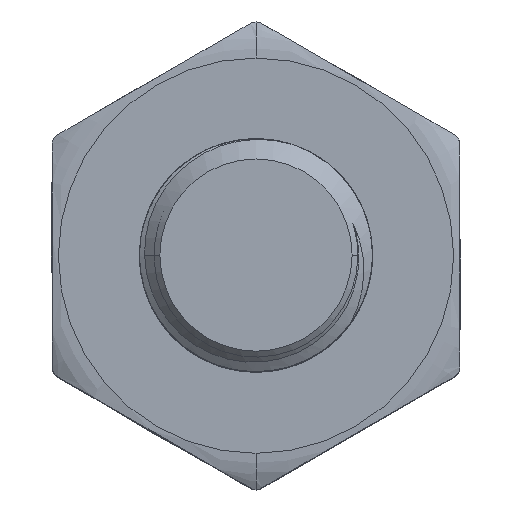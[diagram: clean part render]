
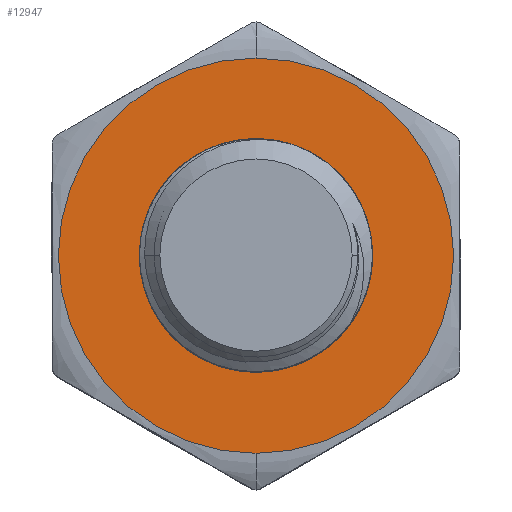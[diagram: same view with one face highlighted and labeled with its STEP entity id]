
A CAD part, top view. The second image highlights one B-rep face of the part: STEP entity #12947.
In plain terms, the highlighted planar face has unit normal (0, 0, 1).
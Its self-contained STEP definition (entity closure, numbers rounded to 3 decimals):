
#11482=CARTESIAN_POINT('',(0.,0.,1.45));
#11483=DIRECTION('',(0.,0.,1.));
#11484=DIRECTION('',(0.,1.,0.));
#11485=AXIS2_PLACEMENT_3D('',#11482,#11483,#11484);
#11490=CARTESIAN_POINT('',(0.,0.,1.45));
#11491=DIRECTION('',(0.,0.,1.));
#11492=DIRECTION('',(0.,-1.,0.));
#11493=AXIS2_PLACEMENT_3D('',#11490,#11491,#11492);
#11498=CARTESIAN_POINT('',(-0.074,-1.748,1.45));
#11499=CARTESIAN_POINT('',(-0.136,-1.75,1.45));
#11500=CARTESIAN_POINT('',(-0.26,-1.746,1.45));
#11501=CARTESIAN_POINT('',(-0.444,-1.721,1.45));
#11502=CARTESIAN_POINT('',(-0.622,-1.677,1.45));
#11503=CARTESIAN_POINT('',(-0.796,-1.615,1.45));
#11504=CARTESIAN_POINT('',(-0.972,-1.531,1.45));
#11505=CARTESIAN_POINT('',(-1.152,-1.418,1.45));
#11506=CARTESIAN_POINT('',(-1.338,-1.268,1.45));
#11507=CARTESIAN_POINT('',(-1.523,-1.07,1.45));
#11508=CARTESIAN_POINT('',(-1.685,-0.832,1.45));
#11509=CARTESIAN_POINT('',(-1.815,-0.557,1.45));
#11510=CARTESIAN_POINT('',(-1.898,-0.261,1.45));
#11511=CARTESIAN_POINT('',(-1.931,0.023,1.45));
#11512=CARTESIAN_POINT('',(-1.925,0.289,1.45));
#11513=CARTESIAN_POINT('',(-1.885,0.542,1.45));
#11514=CARTESIAN_POINT('',(-1.813,0.786,1.45));
#11515=CARTESIAN_POINT('',(-1.707,1.024,1.45));
#11516=CARTESIAN_POINT('',(-1.617,1.172,1.45));
#11517=CARTESIAN_POINT('',(-1.567,1.243,1.45));
#11522=CARTESIAN_POINT('',(-1.567,1.243,1.45));
#11523=CARTESIAN_POINT('',(-1.505,1.313,1.45));
#11524=CARTESIAN_POINT('',(-1.372,1.442,1.45));
#11525=CARTESIAN_POINT('',(-1.147,1.608,1.45));
#11526=CARTESIAN_POINT('',(-0.901,1.739,1.45));
#11527=CARTESIAN_POINT('',(-0.643,1.833,1.45));
#11528=CARTESIAN_POINT('',(-0.375,1.89,1.45));
#11529=CARTESIAN_POINT('',(-0.101,1.908,1.45));
#11530=CARTESIAN_POINT('',(0.176,1.886,1.45));
#11531=CARTESIAN_POINT('',(0.453,1.822,1.45));
#11532=CARTESIAN_POINT('',(0.715,1.717,1.45));
#11533=CARTESIAN_POINT('',(0.955,1.576,1.45));
#11534=CARTESIAN_POINT('',(1.17,1.401,1.45));
#11535=CARTESIAN_POINT('',(1.353,1.201,1.45));
#11536=CARTESIAN_POINT('',(1.504,0.973,1.45));
#11537=CARTESIAN_POINT('',(1.618,0.727,1.45));
#11538=CARTESIAN_POINT('',(1.668,0.557,1.45));
#11539=CARTESIAN_POINT('',(1.686,0.469,1.45));
#11560=CARTESIAN_POINT('',(0.,0.,1.45));
#11561=DIRECTION('',(0.,0.,-1.));
#11562=DIRECTION('',(0.963,0.268,0.));
#11563=AXIS2_PLACEMENT_3D('',#11560,#11561,#11562);
#11580=CARTESIAN_POINT('',(-0.074,-1.748,1.45));
#11907=CARTESIAN_POINT('',(-1.567,1.243,1.45));
#12602=CARTESIAN_POINT('',(0.,3.391,1.45));
#12603=CARTESIAN_POINT('',(0.,-3.391,1.45));
#12604=VERTEX_POINT('',#12602);
#12605=VERTEX_POINT('',#12603);
#12616=VERTEX_POINT('',#11580);
#12642=VERTEX_POINT('',#11907);
#12643=VERTEX_POINT('',#11539);
#12930=CARTESIAN_POINT('',(0.,0.,1.45));
#12931=DIRECTION('',(0.,0.,1.));
#12932=DIRECTION('',(1.,0.,0.));
#12933=AXIS2_PLACEMENT_3D('',#12930,#12931,#12932);
#12934=PLANE('',#12933);
#12935=ORIENTED_EDGE('',*,*,#12843,.F.);
#12936=ORIENTED_EDGE('',*,*,#12873,.F.);
#12937=EDGE_LOOP('',(#12935,#12936));
#12938=FACE_OUTER_BOUND('',#12937,.F.);
#12940=ORIENTED_EDGE('',*,*,#12939,.F.);
#12942=ORIENTED_EDGE('',*,*,#12941,.F.);
#12944=ORIENTED_EDGE('',*,*,#12943,.F.);
#12945=EDGE_LOOP('',(#12940,#12942,#12944));
#12946=FACE_BOUND('',#12945,.F.);
#11486=CIRCLE('',#11485,3.391);
#11494=CIRCLE('',#11493,3.391);
#11518=B_SPLINE_CURVE_WITH_KNOTS('',3,(#11498,#11499,#11500,#11501,#11502,
#11503,#11504,#11505,#11506,#11507,#11508,#11509,#11510,#11511,#11512,#11513,
#11514,#11515,#11516,#11517),.UNSPECIFIED.,.F.,.F.,(4,1,1,1,1,1,1,1,1,1,1,1,1,1,
1,1,1,4),(0.,0.059,0.118,0.176,
0.235,0.294,0.353,0.412,
0.471,0.529,0.588,0.647,
0.706,0.765,0.824,0.882,
0.941,1.),.UNSPECIFIED.);
#11540=B_SPLINE_CURVE_WITH_KNOTS('',3,(#11522,#11523,#11524,#11525,#11526,
#11527,#11528,#11529,#11530,#11531,#11532,#11533,#11534,#11535,#11536,#11537,
#11538,#11539),.UNSPECIFIED.,.F.,.F.,(4,1,1,1,1,1,1,1,1,1,1,1,1,1,1,4),(0.,
0.067,0.133,0.2,0.267,0.333,
0.4,0.467,0.533,0.6,0.667,
0.733,0.8,0.867,0.933,1.),
.UNSPECIFIED.);
#11564=CIRCLE('',#11563,1.75);
#12843=EDGE_CURVE('',#12604,#12605,#11486,.T.);
#12873=EDGE_CURVE('',#12605,#12604,#11494,.T.);
#12939=EDGE_CURVE('',#12616,#12642,#11518,.T.);
#12941=EDGE_CURVE('',#12643,#12616,#11564,.T.);
#12943=EDGE_CURVE('',#12642,#12643,#11540,.T.);
#12947=ADVANCED_FACE('',(#12938,#12946),#12934,.T.);
